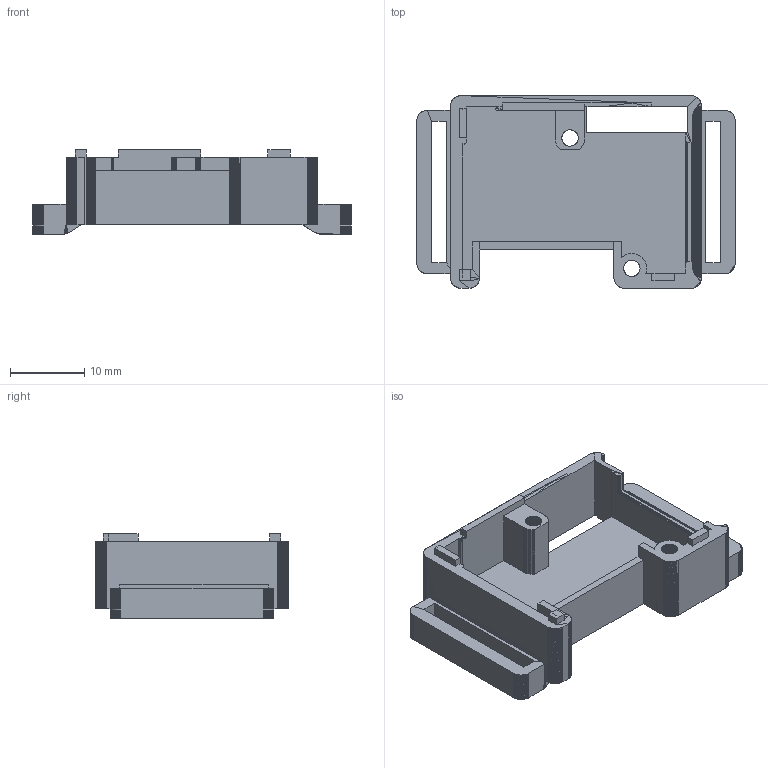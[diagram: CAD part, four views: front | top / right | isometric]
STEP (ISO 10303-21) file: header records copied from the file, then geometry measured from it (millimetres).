
FILE_DESCRIPTION (( 'STEP AP214' ), '1' );
FILE_NAME ('SensorTileBox_BOTTOM.STEP', '2016-08-31T14:50:25', ( 'STMicroelectronics' ), ( 'STMicroelectronics' ), 'SwSTEP 2.0', 'SolidWorks 2016', '' );
FILE_SCHEMA (( 'AUTOMOTIVE_DESIGN' ));
Length unit declared in the file: millimetre
Products named in the file (1): SensorTileBox_BOTTOM
Bounding box: 42.8 x 25.9 x 11.34 mm (x, y, z)
Surface area: 4538.2 mm2 (no closed solid volume)
Topology: 0 solids, 13 shells, 1263 faces, 2715 edges, 1459 vertices
Faces by surface type: plane 1262, bspline 1
Entity records: 33169 total; most frequent: CARTESIAN_POINT 8763, ORIENTED_EDGE 5376, DIRECTION 4135, EDGE_CURVE 2715, VECTOR 1609, LINE 1609, VERTEX_POINT 1459, EDGE_LOOP 1268
